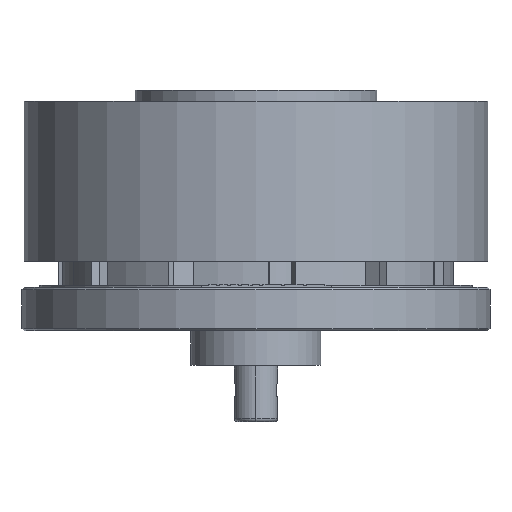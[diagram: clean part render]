
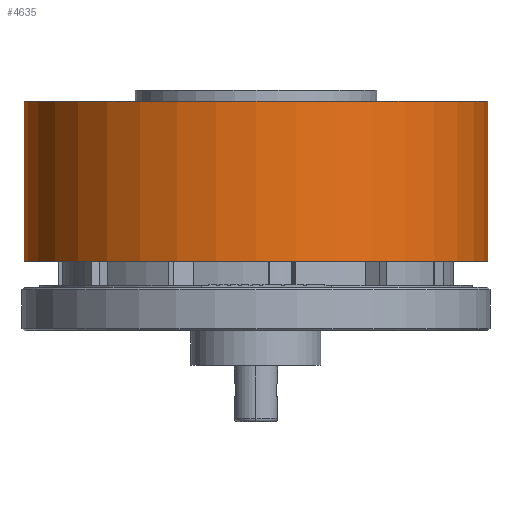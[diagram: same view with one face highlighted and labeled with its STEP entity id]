
A CAD part, front view. The second image highlights one B-rep face of the part: STEP entity #4635.
In plain terms, the highlighted cylindrical face has radius 21.4 mm (diameter 42.8 mm), a partial arc.
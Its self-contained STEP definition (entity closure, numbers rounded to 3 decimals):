
#22 = CIRCLE ( 'NONE', #2242, 21.4 ) ;
#59 = ORIENTED_EDGE ( 'NONE', *, *, #2441, .F. ) ;
#941 = VERTEX_POINT ( 'NONE', #6994 ) ;
#959 = CARTESIAN_POINT ( 'NONE',  ( 0., 0., 0. ) ) ;
#2138 = CARTESIAN_POINT ( 'NONE',  ( 14.8, 0., 21.4 ) ) ;
#2143 = EDGE_CURVE ( 'NONE', #9248, #941, #3168, .T. ) ;
#2242 = AXIS2_PLACEMENT_3D ( 'NONE', #959, #6673, #7477 ) ;
#2441 = EDGE_CURVE ( 'NONE', #7735, #6179, #22, .T. ) ;
#2919 = CARTESIAN_POINT ( 'NONE',  ( 0., 0., -21.4 ) ) ;
#3097 = LINE ( 'NONE', #2919, #5009 ) ;
#3168 = CIRCLE ( 'NONE', #5372, 21.4 ) ;
#3275 = CARTESIAN_POINT ( 'NONE',  ( 0., 0., 21.4 ) ) ;
#3536 = FACE_OUTER_BOUND ( 'NONE', #8629, .T. ) ;
#4278 = CARTESIAN_POINT ( 'NONE',  ( 0., 0., 0. ) ) ;
#4300 = ORIENTED_EDGE ( 'NONE', *, *, #10412, .F. ) ;
#4635 = ADVANCED_FACE ( 'NONE', ( #3536 ), #8925, .T. ) ;
#4666 = DIRECTION ( 'NONE',  ( -1., 0., 0. ) ) ;
#5009 = VECTOR ( 'NONE', #4666, 1000. ) ;
#5157 = LINE ( 'NONE', #3275, #6821 ) ;
#5372 = AXIS2_PLACEMENT_3D ( 'NONE', #8853, #10379, #10414 ) ;
#5454 = CARTESIAN_POINT ( 'NONE',  ( 0., 0., 21.4 ) ) ;
#5464 = ORIENTED_EDGE ( 'NONE', *, *, #2143, .F. ) ;
#6179 = VERTEX_POINT ( 'NONE', #5454 ) ;
#6673 = DIRECTION ( 'NONE',  ( -1., 0., 0. ) ) ;
#6788 = DIRECTION ( 'NONE',  ( -1., 0., 0. ) ) ;
#6821 = VECTOR ( 'NONE', #6788, 1000. ) ;
#6994 = CARTESIAN_POINT ( 'NONE',  ( 14.8, 0., -21.4 ) ) ;
#7477 = DIRECTION ( 'NONE',  ( 0., 0., 1. ) ) ;
#7543 = DIRECTION ( 'NONE',  ( -1., 0., 0. ) ) ;
#7716 = EDGE_CURVE ( 'NONE', #9248, #6179, #5157, .T. ) ;
#7735 = VERTEX_POINT ( 'NONE', #9976 ) ;
#7842 = ORIENTED_EDGE ( 'NONE', *, *, #7716, .T. ) ;
#7869 = AXIS2_PLACEMENT_3D ( 'NONE', #4278, #7543, #8621 ) ;
#8621 = DIRECTION ( 'NONE',  ( 0., 0., 1. ) ) ;
#8629 = EDGE_LOOP ( 'NONE', ( #4300, #5464, #7842, #59 ) ) ;
#8853 = CARTESIAN_POINT ( 'NONE',  ( 14.8, 0., 0. ) ) ;
#8925 = CYLINDRICAL_SURFACE ( 'NONE', #7869, 21.4 ) ;
#9248 = VERTEX_POINT ( 'NONE', #2138 ) ;
#9976 = CARTESIAN_POINT ( 'NONE',  ( 0., 0., -21.4 ) ) ;
#10379 = DIRECTION ( 'NONE',  ( 1., 0., 0. ) ) ;
#10412 = EDGE_CURVE ( 'NONE', #941, #7735, #3097, .T. ) ;
#10414 = DIRECTION ( 'NONE',  ( 0., 0., -1. ) ) ;
